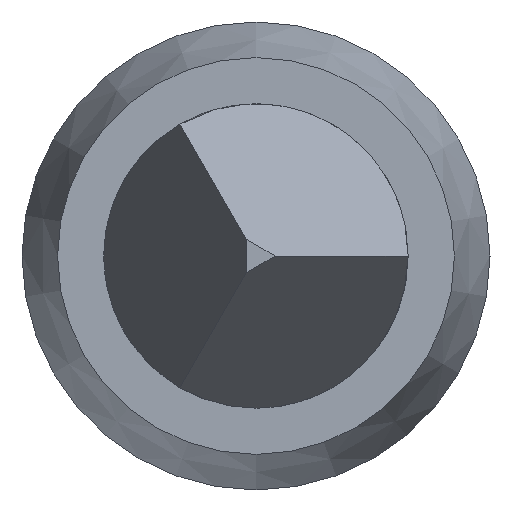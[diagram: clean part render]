
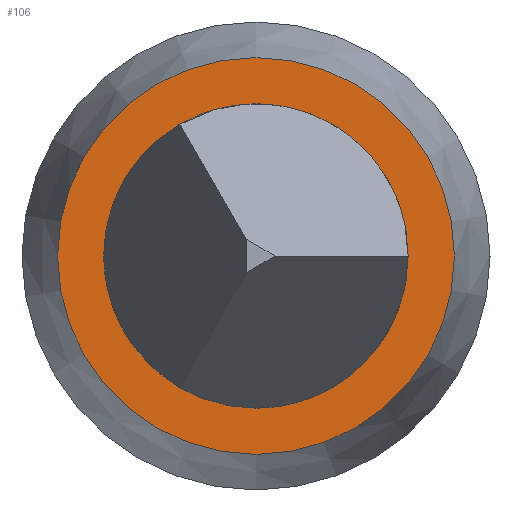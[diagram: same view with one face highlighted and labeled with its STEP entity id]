
A CAD part, left-side view. The second image highlights one B-rep face of the part: STEP entity #106.
In plain terms, the highlighted planar face has unit normal (-1, 0, 0).
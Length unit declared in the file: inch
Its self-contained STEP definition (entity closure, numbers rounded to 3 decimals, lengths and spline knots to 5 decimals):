
#13 = VERTEX_POINT ( 'NONE', #145 ) ;
#35 = CARTESIAN_POINT ( 'NONE',  ( 0., 0.0103, 0. ) ) ;
#104 = EDGE_LOOP ( 'NONE', ( #141 ) ) ;
#106 = ADVANCED_FACE ( 'NONE', ( #496, #113 ), #387, .F. ) ;
#113 = FACE_OUTER_BOUND ( 'NONE', #215, .T. ) ;
#128 = AXIS2_PLACEMENT_3D ( 'NONE', #35, #421, #205 ) ;
#131 = DIRECTION ( 'NONE',  ( 0., 0., -1. ) ) ;
#141 = ORIENTED_EDGE ( 'NONE', *, *, #459, .T. ) ;
#142 = CARTESIAN_POINT ( 'NONE',  ( 0., 0., 0.0103 ) ) ;
#145 = CARTESIAN_POINT ( 'NONE',  ( 0., 0., -0.0079 ) ) ;
#146 = ORIENTED_EDGE ( 'NONE', *, *, #153, .T. ) ;
#153 = EDGE_CURVE ( 'NONE', #477, #477, #403, .T. ) ;
#160 = DIRECTION ( 'NONE',  ( -1., 0., 0. ) ) ;
#175 = AXIS2_PLACEMENT_3D ( 'NONE', #219, #224, #131 ) ;
#182 = CIRCLE ( 'NONE', #175, 0.0079 ) ;
#205 = DIRECTION ( 'NONE',  ( 0., 0., -1. ) ) ;
#215 = EDGE_LOOP ( 'NONE', ( #146 ) ) ;
#219 = CARTESIAN_POINT ( 'NONE',  ( 0., 0., 0. ) ) ;
#224 = DIRECTION ( 'NONE',  ( 1., 0., 0. ) ) ;
#278 = CARTESIAN_POINT ( 'NONE',  ( 0., 0., 0. ) ) ;
#357 = DIRECTION ( 'NONE',  ( 0., 0., 1. ) ) ;
#362 = AXIS2_PLACEMENT_3D ( 'NONE', #278, #160, #357 ) ;
#387 = PLANE ( 'NONE',  #128 ) ;
#403 = CIRCLE ( 'NONE', #362, 0.0103 ) ;
#421 = DIRECTION ( 'NONE',  ( 1., 0., 0. ) ) ;
#459 = EDGE_CURVE ( 'NONE', #13, #13, #182, .T. ) ;
#477 = VERTEX_POINT ( 'NONE', #142 ) ;
#496 = FACE_BOUND ( 'NONE', #104, .T. ) ;
